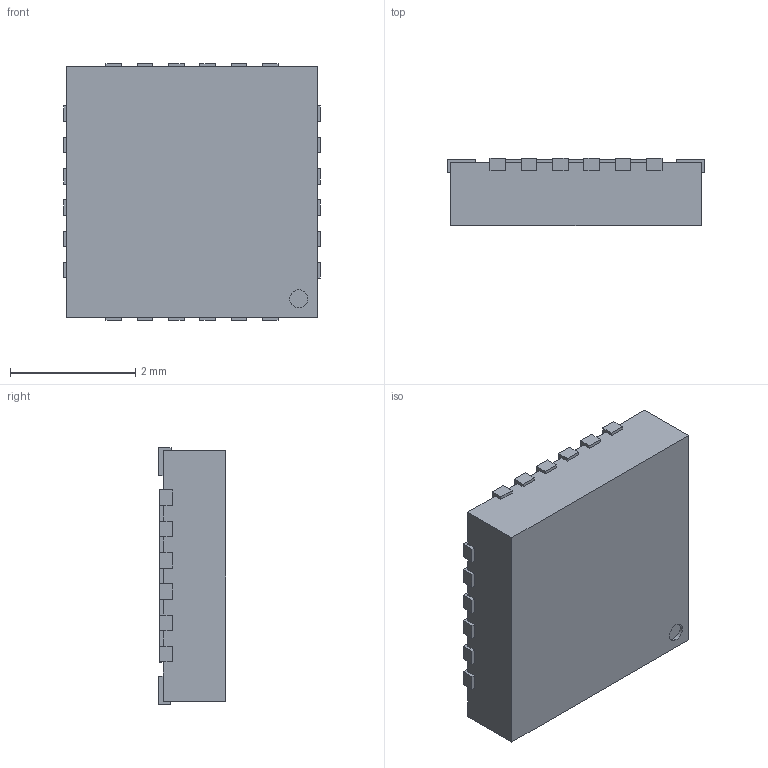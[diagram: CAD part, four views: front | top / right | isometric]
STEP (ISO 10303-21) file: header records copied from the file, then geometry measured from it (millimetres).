
FILE_DESCRIPTION (( 'STEP AP214' ), '1' );
FILE_NAME ('3090FA2B-001F-4ECB-A033-3DD2F405C7BB.STEP', '2023-05-04T17:12:43', ( '' ), ( '' ), 'SwSTEP 2.0', 'SolidWorks 2022', '' );
FILE_SCHEMA (( 'AUTOMOTIVE_DESIGN' ));
Length unit declared in the file: millimetre
Products named in the file (1): 3090FA2B-001F-4ECB-A033-3DD2F405C7BB
Bounding box: 4.1 x 1.07 x 4.1 mm (x, y, z)
Volume: 16.5 mm3; surface area: 51.6 mm2
Topology: 1 solids, 1 shells, 158 faces, 462 edges, 308 vertices
Faces by surface type: plane 156, cylinder 2
Entity records: 6902 total; most frequent: CARTESIAN_POINT 929, ORIENTED_EDGE 924, DIRECTION 784, EDGE_CURVE 462, VECTOR 458, LINE 458, VERTEX_POINT 308, AXIS2_PLACEMENT_3D 163
